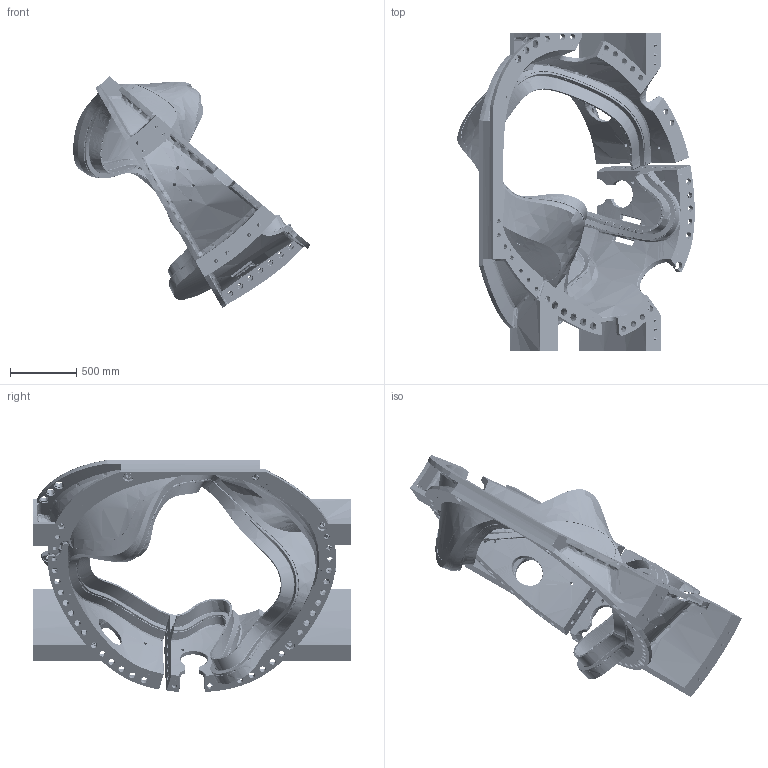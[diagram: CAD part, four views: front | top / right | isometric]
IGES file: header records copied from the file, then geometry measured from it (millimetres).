
Start section: LD
Global section: file name: 20071017.MC9; native system: MASTERCAM; preprocessor: 1; date: 080214.133131; units: inch
Bounding box: 1787.15 x 2397.13 x 1744.13 mm (x, y, z)
Surface area: 15224241.2 mm2 (no closed solid volume)
Topology: 0 solids, 0 shells, 2060 faces, 169469 edges, 174663 vertices
Faces by surface type: bspline 2060
